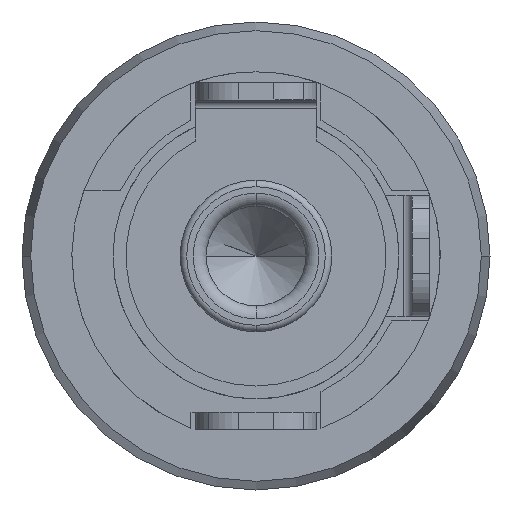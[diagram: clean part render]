
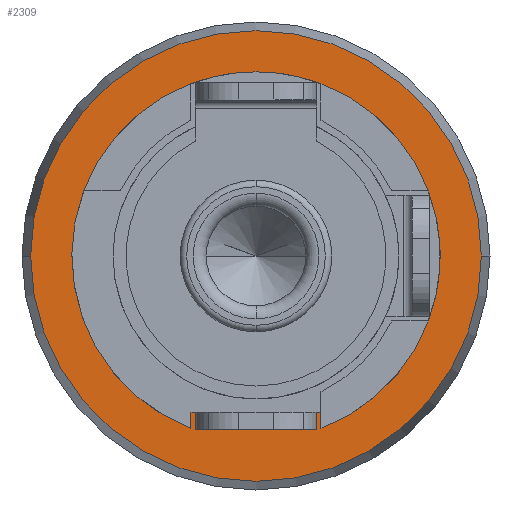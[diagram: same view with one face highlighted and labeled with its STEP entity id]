
A CAD part, front view. The second image highlights one B-rep face of the part: STEP entity #2309.
In plain terms, the highlighted planar face has unit normal (0, -1, 0).
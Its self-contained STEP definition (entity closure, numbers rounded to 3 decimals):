
#382 = DIRECTION ( 'NONE',  ( 0., -1., 0. ) ) ;
#519 = VECTOR ( 'NONE', #4170, 1000. ) ;
#592 = FACE_OUTER_BOUND ( 'NONE', #1928, .T. ) ;
#644 = AXIS2_PLACEMENT_3D ( 'NONE', #1784, #382, #1336 ) ;
#691 = VERTEX_POINT ( 'NONE', #838 ) ;
#827 = VERTEX_POINT ( 'NONE', #1524 ) ;
#838 = CARTESIAN_POINT ( 'NONE',  ( 1.5, 0., -3.976 ) ) ;
#893 = LINE ( 'NONE', #4331, #5451 ) ;
#1008 = EDGE_CURVE ( 'NONE', #2273, #1740, #1868, .T. ) ;
#1078 = CARTESIAN_POINT ( 'NONE',  ( 0., 0., 4.25 ) ) ;
#1140 = ORIENTED_EDGE ( 'NONE', *, *, #1425, .F. ) ;
#1190 = CARTESIAN_POINT ( 'NONE',  ( 0., 0., 0. ) ) ;
#1275 = EDGE_CURVE ( 'NONE', #6246, #4968, #5546, .T. ) ;
#1336 = DIRECTION ( 'NONE',  ( 1., 0., 0. ) ) ;
#1366 = DIRECTION ( 'NONE',  ( 1., 0., 0. ) ) ;
#1425 = EDGE_CURVE ( 'NONE', #1645, #827, #893, .T. ) ;
#1502 = CARTESIAN_POINT ( 'NONE',  ( -1.5, 0., -3.6 ) ) ;
#1513 = DIRECTION ( 'NONE',  ( 0., -1., 0. ) ) ;
#1524 = CARTESIAN_POINT ( 'NONE',  ( 1.5, 0., -3.6 ) ) ;
#1526 = EDGE_CURVE ( 'NONE', #4968, #6246, #6058, .T. ) ;
#1645 = VERTEX_POINT ( 'NONE', #1502 ) ;
#1667 = AXIS2_PLACEMENT_3D ( 'NONE', #3369, #5287, #4868 ) ;
#1696 = AXIS2_PLACEMENT_3D ( 'NONE', #1190, #1721, #3618 ) ;
#1700 = ORIENTED_EDGE ( 'NONE', *, *, #1526, .T. ) ;
#1721 = DIRECTION ( 'NONE',  ( 0., -1., 0. ) ) ;
#1740 = VERTEX_POINT ( 'NONE', #2948 ) ;
#1784 = CARTESIAN_POINT ( 'NONE',  ( 0., 0., 0. ) ) ;
#1868 = CIRCLE ( 'NONE', #644, 4.25 ) ;
#1928 = EDGE_LOOP ( 'NONE', ( #1700, #2497 ) ) ;
#2273 = VERTEX_POINT ( 'NONE', #1078 ) ;
#2309 = ADVANCED_FACE ( 'NONE', ( #3089, #592 ), #5458, .T. ) ;
#2317 = CARTESIAN_POINT ( 'NONE',  ( -1.5, 0., -4.35 ) ) ;
#2497 = ORIENTED_EDGE ( 'NONE', *, *, #1275, .T. ) ;
#2577 = AXIS2_PLACEMENT_3D ( 'NONE', #6115, #6148, #4113 ) ;
#2707 = LINE ( 'NONE', #2317, #519 ) ;
#2853 = DIRECTION ( 'NONE',  ( 0., 0., -1. ) ) ;
#2948 = CARTESIAN_POINT ( 'NONE',  ( -1.5, 0., -3.976 ) ) ;
#3037 = ORIENTED_EDGE ( 'NONE', *, *, #5215, .F. ) ;
#3089 = FACE_BOUND ( 'NONE', #3172, .T. ) ;
#3109 = AXIS2_PLACEMENT_3D ( 'NONE', #5925, #1513, #3600 ) ;
#3172 = EDGE_LOOP ( 'NONE', ( #5460, #3037, #1140, #3615, #4433 ) ) ;
#3369 = CARTESIAN_POINT ( 'NONE',  ( 0., 0., 0. ) ) ;
#3452 = CARTESIAN_POINT ( 'NONE',  ( -5.2, 0., 0. ) ) ;
#3600 = DIRECTION ( 'NONE',  ( 0., 0., -1. ) ) ;
#3615 = ORIENTED_EDGE ( 'NONE', *, *, #4010, .F. ) ;
#3618 = DIRECTION ( 'NONE',  ( 1., 0., 0. ) ) ;
#3996 = VECTOR ( 'NONE', #2853, 1000. ) ;
#4010 = EDGE_CURVE ( 'NONE', #1740, #1645, #2707, .T. ) ;
#4113 = DIRECTION ( 'NONE',  ( 1., 0., 0. ) ) ;
#4170 = DIRECTION ( 'NONE',  ( 0., 0., 1. ) ) ;
#4331 = CARTESIAN_POINT ( 'NONE',  ( -0.75, 0., -3.6 ) ) ;
#4433 = ORIENTED_EDGE ( 'NONE', *, *, #1008, .F. ) ;
#4756 = CIRCLE ( 'NONE', #1696, 4.25 ) ;
#4768 = LINE ( 'NONE', #5791, #3996 ) ;
#4868 = DIRECTION ( 'NONE',  ( 1., 0., 0. ) ) ;
#4968 = VERTEX_POINT ( 'NONE', #6051 ) ;
#5215 = EDGE_CURVE ( 'NONE', #827, #691, #4768, .T. ) ;
#5287 = DIRECTION ( 'NONE',  ( 0., -1., 0. ) ) ;
#5451 = VECTOR ( 'NONE', #1366, 1000. ) ;
#5458 = PLANE ( 'NONE',  #3109 ) ;
#5460 = ORIENTED_EDGE ( 'NONE', *, *, #6064, .F. ) ;
#5546 = CIRCLE ( 'NONE', #2577, 5.2 ) ;
#5791 = CARTESIAN_POINT ( 'NONE',  ( 1.5, 0., -3.85 ) ) ;
#5925 = CARTESIAN_POINT ( 'NONE',  ( 4.25, 0., 0. ) ) ;
#6051 = CARTESIAN_POINT ( 'NONE',  ( 5.2, 0., 0. ) ) ;
#6058 = CIRCLE ( 'NONE', #1667, 5.2 ) ;
#6064 = EDGE_CURVE ( 'NONE', #691, #2273, #4756, .T. ) ;
#6115 = CARTESIAN_POINT ( 'NONE',  ( 0., 0., 0. ) ) ;
#6148 = DIRECTION ( 'NONE',  ( 0., -1., 0. ) ) ;
#6246 = VERTEX_POINT ( 'NONE', #3452 ) ;
